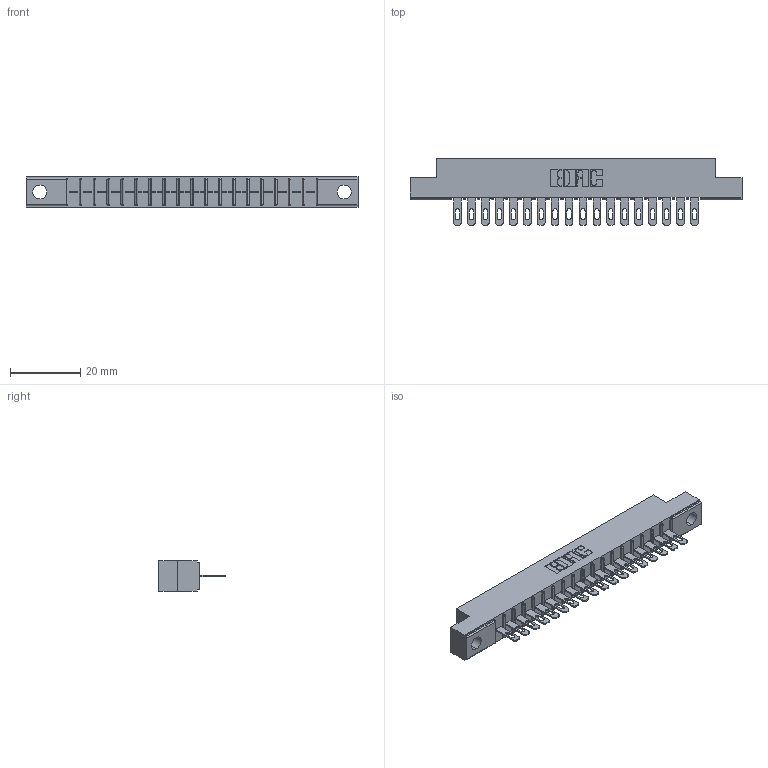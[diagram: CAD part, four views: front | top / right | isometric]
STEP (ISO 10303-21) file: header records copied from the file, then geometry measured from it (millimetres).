
FILE_DESCRIPTION (( 'STEP AP203' ), '1' );
FILE_NAME ('316-018-400-104.STEP', '2020-09-22T18:29:51', ( '' ), ( '' ), 'SwSTEP 2.0', 'SolidWorks 2020', '' );
FILE_SCHEMA (( 'CONFIG_CONTROL_DESIGN' ));
Length unit declared in the file: inch
Products named in the file (3): 306-290-001_100; 306 Part_.156 Dia; 316-018-400-104
Assembly tree (19 placements, depth 2):
  316-018-400-104
    306 Part_.156 Dia
    306-290-001_100  x18
Bounding box: 94.34 x 18.87 x 8.71 mm (x, y, z)
Volume: 6390.1 mm3; surface area: 9461.8 mm2
Topology: 19 solids, 19 shells, 1498 faces, 4222 edges, 2716 vertices
Faces by surface type: plane 982, cylinder 444, sphere 72
Entity records: 20477 total; most frequent: CARTESIAN_POINT 3439, ORIENTED_EDGE 3404, DIRECTION 3386, EDGE_CURVE 1702, LINE 1324, VECTOR 1324, VERTEX_POINT 1084, AXIS2_PLACEMENT_3D 1031
